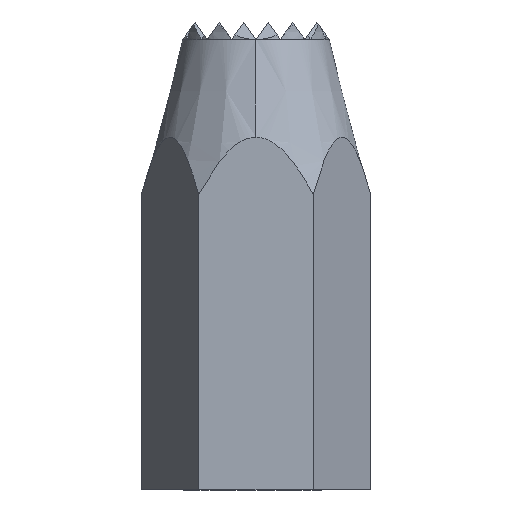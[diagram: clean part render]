
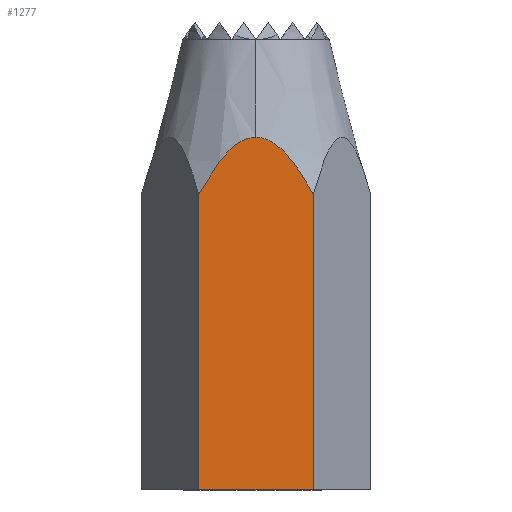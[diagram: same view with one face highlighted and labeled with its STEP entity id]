
A CAD part, front view. The second image highlights one B-rep face of the part: STEP entity #1277.
In plain terms, the highlighted planar face has unit normal (0, -1, 0).
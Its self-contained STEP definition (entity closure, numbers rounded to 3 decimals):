
#791=EDGE_CURVE('',#1833,#1483,#2049,.T.);
#907=EDGE_CURVE('',#985,#1043,#2172,.T.);
#985=VERTEX_POINT('',#2259);
#1025=VERTEX_POINT('',#2305);
#1043=VERTEX_POINT('',#2326);
#1047=EDGE_CURVE('',#1043,#1025,#2331,.T.);
#1099=EDGE_CURVE('',#1833,#1025,#2391,.T.);
#1277=ADVANCED_FACE('',(#2595),#2596,.T.);
#1483=VERTEX_POINT('',#2832);
#1799=EDGE_CURVE('',#1483,#985,#3203,.T.);
#1833=VERTEX_POINT('',#3243);
#2049=LINE('',#3558,#3559);
#2172=(B_SPLINE_CURVE(2,(#3745,#3746,#3747),.UNSPECIFIED.,.F.,.F.)B_SPLINE_CURVE_WITH_KNOTS((3,3),(0.0,13.859),.UNSPECIFIED.)RATIONAL_B_SPLINE_CURVE((1.0,1.155,1.0))BOUNDED_CURVE()REPRESENTATION_ITEM('')GEOMETRIC_REPRESENTATION_ITEM()CURVE());
#2259=CARTESIAN_POINT('',(-4.9,-8.487,25.251));
#2305=CARTESIAN_POINT('',(4.9,-8.487,25.251));
#2326=CARTESIAN_POINT('',(0.,-8.487,30.151));
#2331=(B_SPLINE_CURVE(2,(#3981,#3982,#3983),.UNSPECIFIED.,.F.,.F.)B_SPLINE_CURVE_WITH_KNOTS((3,3),(0.0,13.859),.UNSPECIFIED.)RATIONAL_B_SPLINE_CURVE((1.0,1.155,1.0))BOUNDED_CURVE()REPRESENTATION_ITEM('')GEOMETRIC_REPRESENTATION_ITEM()CURVE());
#2391=LINE('',#4072,#4073);
#2595=FACE_OUTER_BOUND('',#4348,.T.);
#2596=PLANE('',#4349);
#2832=CARTESIAN_POINT('',(-4.9,-8.487,0.));
#3203=LINE('',#5169,#5170);
#3243=CARTESIAN_POINT('',(4.9,-8.487,0.));
#3558=CARTESIAN_POINT('',(2.45,-8.487,0.));
#3559=VECTOR('',#5461,1.0);
#3745=CARTESIAN_POINT('',(-4.9,-8.487,25.251));
#3746=CARTESIAN_POINT('',(0.,-8.487,34.395));
#3747=CARTESIAN_POINT('',(4.9,-8.487,25.251));
#3981=CARTESIAN_POINT('',(-4.9,-8.487,25.251));
#3982=CARTESIAN_POINT('',(0.,-8.487,34.395));
#3983=CARTESIAN_POINT('',(4.9,-8.487,25.251));
#4072=CARTESIAN_POINT('',(4.9,-8.487,12.626));
#4073=VECTOR('',#5832,1.0);
#4348=EDGE_LOOP('',(#6091,#6092,#6093,#6094,#6095));
#4349=AXIS2_PLACEMENT_3D('',#6096,#6097,#6098);
#5169=CARTESIAN_POINT('',(-4.9,-8.487,12.626));
#5170=VECTOR('',#6922,1.0);
#5461=DIRECTION('',(-1.0,0.0,0.0));
#5832=DIRECTION('',(0.0,0.0,1.0));
#6091=ORIENTED_EDGE('',*,*,#907,.F.);
#6092=ORIENTED_EDGE('',*,*,#1799,.F.);
#6093=ORIENTED_EDGE('',*,*,#791,.F.);
#6094=ORIENTED_EDGE('',*,*,#1099,.T.);
#6095=ORIENTED_EDGE('',*,*,#1047,.F.);
#6096=CARTESIAN_POINT('',(4.9,-8.487,0.));
#6097=DIRECTION('',(0.0,-1.0,0.));
#6098=DIRECTION('',(0.,0.,1.0));
#6922=DIRECTION('',(0.0,0.0,1.0));
